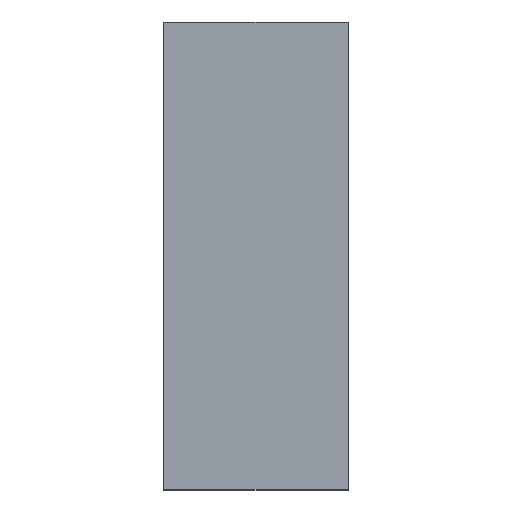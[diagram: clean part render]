
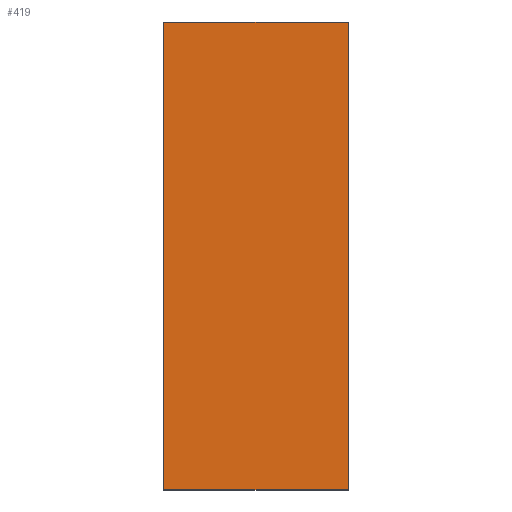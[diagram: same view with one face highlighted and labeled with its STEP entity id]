
A CAD part, left-side view. The second image highlights one B-rep face of the part: STEP entity #419.
In plain terms, the highlighted planar face has unit normal (-1, 0, 0).
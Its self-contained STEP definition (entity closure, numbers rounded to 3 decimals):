
#35 = VECTOR ( 'NONE', #759, 1000. ) ;
#66 = ORIENTED_EDGE ( 'NONE', *, *, #88, .T. ) ;
#79 = CARTESIAN_POINT ( 'NONE',  ( -185., 35.5, 45. ) ) ;
#88 = EDGE_CURVE ( 'NONE', #525, #544, #524, .T. ) ;
#93 = CARTESIAN_POINT ( 'NONE',  ( -185., 35.5, -45. ) ) ;
#99 = DIRECTION ( 'NONE',  ( 0., 0., 1. ) ) ;
#171 = VECTOR ( 'NONE', #99, 1000. ) ;
#181 = EDGE_CURVE ( 'NONE', #1103, #801, #585, .T. ) ;
#207 = CARTESIAN_POINT ( 'NONE',  ( -185., 35.5, 45. ) ) ;
#258 = LINE ( 'NONE', #1183, #171 ) ;
#277 = ORIENTED_EDGE ( 'NONE', *, *, #181, .F. ) ;
#294 = CARTESIAN_POINT ( 'NONE',  ( -185., 35.5, -45. ) ) ;
#376 = CARTESIAN_POINT ( 'NONE',  ( -185., 0., -45. ) ) ;
#413 = FACE_OUTER_BOUND ( 'NONE', #521, .T. ) ;
#419 = ADVANCED_FACE ( 'NONE', ( #413 ), #523, .F. ) ;
#420 = CARTESIAN_POINT ( 'NONE',  ( -185., 0., 45. ) ) ;
#436 = DIRECTION ( 'NONE',  ( 0., 0., -1. ) ) ;
#454 = ORIENTED_EDGE ( 'NONE', *, *, #493, .F. ) ;
#493 = EDGE_CURVE ( 'NONE', #525, #1103, #258, .T. ) ;
#502 = EDGE_CURVE ( 'NONE', #544, #801, #925, .T. ) ;
#521 = EDGE_LOOP ( 'NONE', ( #597, #277, #454, #66 ) ) ;
#523 = PLANE ( 'NONE',  #584 ) ;
#524 = LINE ( 'NONE', #294, #35 ) ;
#525 = VERTEX_POINT ( 'NONE', #93 ) ;
#544 = VERTEX_POINT ( 'NONE', #376 ) ;
#584 = AXIS2_PLACEMENT_3D ( 'NONE', #79, #1177, #436 ) ;
#585 = LINE ( 'NONE', #207, #687 ) ;
#597 = ORIENTED_EDGE ( 'NONE', *, *, #502, .T. ) ;
#687 = VECTOR ( 'NONE', #1138, 1000. ) ;
#759 = DIRECTION ( 'NONE',  ( 0., -1., 0. ) ) ;
#801 = VERTEX_POINT ( 'NONE', #420 ) ;
#862 = CARTESIAN_POINT ( 'NONE',  ( -185., 35.5, 45. ) ) ;
#925 = LINE ( 'NONE', #1000, #1112 ) ;
#1000 = CARTESIAN_POINT ( 'NONE',  ( -185., 0., 45. ) ) ;
#1103 = VERTEX_POINT ( 'NONE', #862 ) ;
#1110 = DIRECTION ( 'NONE',  ( 0., 0., 1. ) ) ;
#1112 = VECTOR ( 'NONE', #1110, 1000. ) ;
#1138 = DIRECTION ( 'NONE',  ( 0., -1., 0. ) ) ;
#1177 = DIRECTION ( 'NONE',  ( 1., 0., 0. ) ) ;
#1183 = CARTESIAN_POINT ( 'NONE',  ( -185., 35.5, 45. ) ) ;
